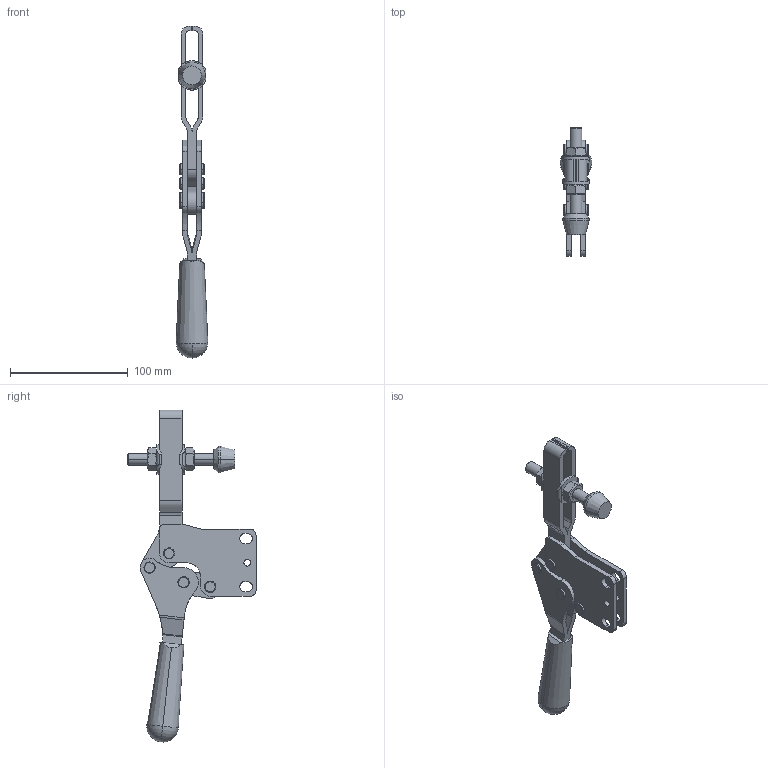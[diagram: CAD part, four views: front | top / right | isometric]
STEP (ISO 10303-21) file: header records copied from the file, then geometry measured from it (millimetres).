
FILE_DESCRIPTION(('CATIA V5 STEP Exchange'),'2;1');
FILE_NAME('TD_2_37_UB_TUENKERS.stp','2012-09-03T11:34:33+00:00',('none'),('none'),'CATIA Version 5 Release 19 SP 3 (IN-10)','CATIA V5 STEP AP203','none');
FILE_SCHEMA(('CONFIG_CONTROL_DESIGN'));
Length unit declared in the file: millimetre
Products named in the file (1): TD_2_37_UB_TUENKERS
Bounding box: 27 x 109 x 282.44 mm (x, y, z)
Volume: 129400.3 mm3; surface area: 57168.8 mm2
Topology: 9 solids, 9 shells, 269 faces, 722 edges, 479 vertices
Faces by surface type: cylinder 110, plane 107, cone 24, torus 16, bspline 8, sphere 4
Entity records: 9639 total; most frequent: CARTESIAN_POINT 3218, ORIENTED_EDGE 1436, DIRECTION 1061, EDGE_CURVE 718, VERTEX_POINT 479, AXIS2_PLACEMENT_3D 477, VECTOR 324, LINE 324
